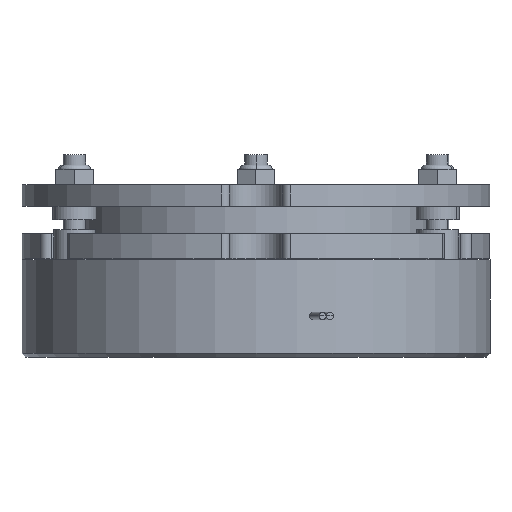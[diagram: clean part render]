
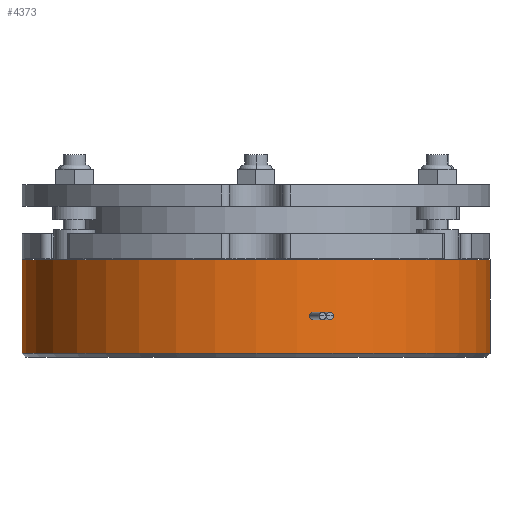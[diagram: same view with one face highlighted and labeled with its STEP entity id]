
A CAD part, front view. The second image highlights one B-rep face of the part: STEP entity #4373.
In plain terms, the highlighted cylindrical face has radius 62.5 mm (diameter 125 mm), a partial arc.
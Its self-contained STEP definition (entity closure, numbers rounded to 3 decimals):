
#508 = CARTESIAN_POINT ( 'NONE',  ( 62.5, 0., 26. ) ) ;
#568 = DIRECTION ( 'NONE',  ( 0., 0., -1. ) ) ;
#569 = VECTOR ( 'NONE', #568, 1000. ) ;
#570 = CARTESIAN_POINT ( 'NONE',  ( 62.5, 0., 26. ) ) ;
#571 = LINE ( 'NONE', #570, #569 ) ;
#576 = DIRECTION ( 'NONE',  ( 0., 0., -1. ) ) ;
#577 = VECTOR ( 'NONE', #576, 1000. ) ;
#578 = CARTESIAN_POINT ( 'NONE',  ( -62.5, 0., 26. ) ) ;
#579 = LINE ( 'NONE', #578, #577 ) ;
#585 = CARTESIAN_POINT ( 'NONE',  ( -62.5, 0., 26. ) ) ;
#654 = DIRECTION ( 'NONE',  ( 1., 0., 0. ) ) ;
#655 = DIRECTION ( 'NONE',  ( 0., 0., 1. ) ) ;
#656 = CARTESIAN_POINT ( 'NONE',  ( 0., 0., 26. ) ) ;
#657 = AXIS2_PLACEMENT_3D ( 'NONE', #656, #655, #654 ) ;
#658 = CIRCLE ( 'NONE', #657, 62.5 ) ;
#736 = DIRECTION ( 'NONE',  ( 1., 0., 0. ) ) ;
#737 = DIRECTION ( 'NONE',  ( 0., 0., 1. ) ) ;
#738 = CARTESIAN_POINT ( 'NONE',  ( 0., 0., 1. ) ) ;
#739 = AXIS2_PLACEMENT_3D ( 'NONE', #738, #737, #736 ) ;
#740 = CIRCLE ( 'NONE', #739, 62.5 ) ;
#775 = DIRECTION ( 'NONE',  ( -1., 0., 0. ) ) ;
#776 = DIRECTION ( 'NONE',  ( 0., 0., -1. ) ) ;
#777 = AXIS2_PLACEMENT_3D ( 'NONE', #778, #776, #775 ) ;
#778 = CARTESIAN_POINT ( 'NONE',  ( 0., 0., 26. ) ) ;
#779 = CYLINDRICAL_SURFACE ( 'NONE', #777, 62.5 ) ;
#785 = FACE_OUTER_BOUND ( 'NONE', #4340, .T. ) ;
#868 = CARTESIAN_POINT ( 'NONE',  ( -62.5, 0., 1. ) ) ;
#877 = CARTESIAN_POINT ( 'NONE',  ( 62.5, 0., 1. ) ) ;
#4216 = VERTEX_POINT ( 'NONE', #508 ) ;
#4241 = VERTEX_POINT ( 'NONE', #585 ) ;
#4245 = EDGE_CURVE ( 'NONE', #4241, #4451, #579, .T. ) ;
#4247 = EDGE_CURVE ( 'NONE', #4216, #4436, #571, .T. ) ;
#4286 = EDGE_CURVE ( 'NONE', #4241, #4216, #658, .T. ) ;
#4340 = EDGE_LOOP ( 'NONE', ( #4360, #4357, #4354, #4367 ) ) ;
#4353 = EDGE_CURVE ( 'NONE', #4451, #4436, #740, .T. ) ;
#4354 = ORIENTED_EDGE ( 'NONE', *, *, #4245, .T. ) ;
#4357 = ORIENTED_EDGE ( 'NONE', *, *, #4286, .F. ) ;
#4360 = ORIENTED_EDGE ( 'NONE', *, *, #4247, .F. ) ;
#4367 = ORIENTED_EDGE ( 'NONE', *, *, #4353, .T. ) ;
#4373 = ADVANCED_FACE ( 'NONE', ( #785 ), #779, .T. ) ;
#4436 = VERTEX_POINT ( 'NONE', #877 ) ;
#4451 = VERTEX_POINT ( 'NONE', #868 ) ;
